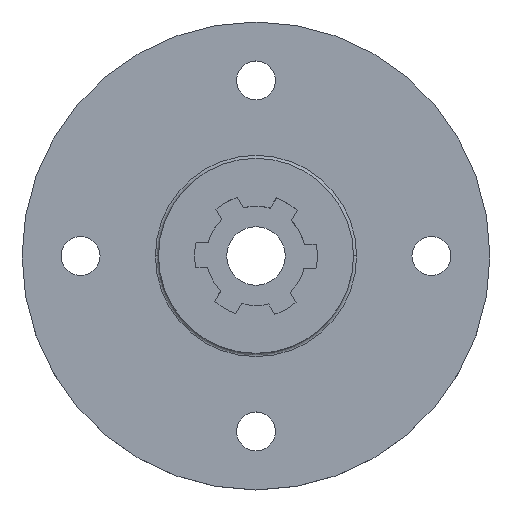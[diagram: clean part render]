
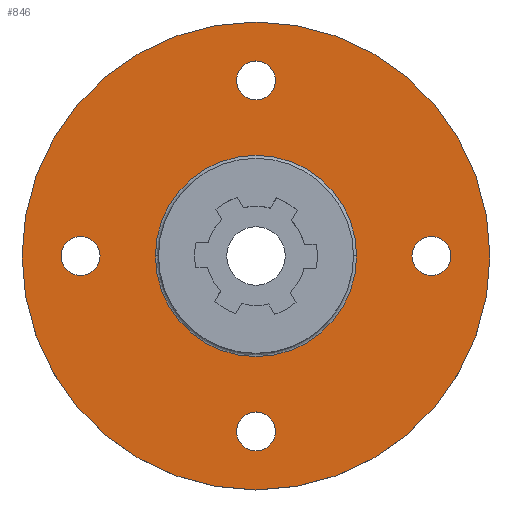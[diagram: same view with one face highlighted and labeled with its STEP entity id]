
A CAD part, top view. The second image highlights one B-rep face of the part: STEP entity #846.
In plain terms, the highlighted planar face has unit normal (0, 0, 1).
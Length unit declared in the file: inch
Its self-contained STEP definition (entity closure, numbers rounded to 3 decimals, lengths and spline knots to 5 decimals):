
#57=CARTESIAN_POINT('',(-1.5,0.,0.125));
#58=VERTEX_POINT('',#57);
#74=CARTESIAN_POINT('',(1.5,0.,0.125));
#75=VERTEX_POINT('',#74);
#82=CARTESIAN_POINT('',(0.0,0.0,0.125));
#83=DIRECTION('',(0.0,0.0,-1.0));
#84=DIRECTION('',(-1.0,0.0,0.0));
#85=AXIS2_PLACEMENT_3D('',#82,#83,#84);
#86=CIRCLE('',#85,1.5);
#87=EDGE_CURVE('',#75,#58,#86,.T.);
#120=CARTESIAN_POINT('',(0.125,1.125,0.125));
#121=VERTEX_POINT('',#120);
#137=CARTESIAN_POINT('',(-0.125,1.125,0.125));
#138=VERTEX_POINT('',#137);
#145=CARTESIAN_POINT('',(0.,1.125,0.125));
#146=DIRECTION('',(0.0,0.0,-1.0));
#147=DIRECTION('',(1.0,0.0,0.0));
#148=AXIS2_PLACEMENT_3D('',#145,#146,#147);
#149=CIRCLE('',#148,0.125);
#150=EDGE_CURVE('',#121,#138,#149,.T.);
#183=CARTESIAN_POINT('',(1.125,-0.125,0.125));
#184=VERTEX_POINT('',#183);
#200=CARTESIAN_POINT('',(1.125,0.125,0.125));
#201=VERTEX_POINT('',#200);
#208=CARTESIAN_POINT('',(1.125,0.,0.125));
#209=DIRECTION('',(0.0,0.0,-1.0));
#210=DIRECTION('',(0.0,-1.0,0.0));
#211=AXIS2_PLACEMENT_3D('',#208,#209,#210);
#212=CIRCLE('',#211,0.125);
#213=EDGE_CURVE('',#184,#201,#212,.T.);
#246=CARTESIAN_POINT('',(-1.125,0.125,0.125));
#247=VERTEX_POINT('',#246);
#263=CARTESIAN_POINT('',(-1.125,-0.125,0.125));
#264=VERTEX_POINT('',#263);
#271=CARTESIAN_POINT('',(-1.125,0.,0.125));
#272=DIRECTION('',(0.0,0.0,-1.0));
#273=DIRECTION('',(0.0,1.0,0.0));
#274=AXIS2_PLACEMENT_3D('',#271,#272,#273);
#275=CIRCLE('',#274,0.125);
#276=EDGE_CURVE('',#247,#264,#275,.T.);
#309=CARTESIAN_POINT('',(-0.125,-1.125,0.125));
#310=VERTEX_POINT('',#309);
#326=CARTESIAN_POINT('',(0.125,-1.125,0.125));
#327=VERTEX_POINT('',#326);
#334=CARTESIAN_POINT('',(0.,-1.125,0.125));
#335=DIRECTION('',(0.0,0.0,-1.0));
#336=DIRECTION('',(-1.0,0.0,0.0));
#337=AXIS2_PLACEMENT_3D('',#334,#335,#336);
#338=CIRCLE('',#337,0.125);
#339=EDGE_CURVE('',#310,#327,#338,.T.);
#668=CARTESIAN_POINT('',(0.645,0.,0.125));
#669=VERTEX_POINT('',#668);
#678=CARTESIAN_POINT('',(-0.645,0.,0.125));
#679=VERTEX_POINT('',#678);
#687=CARTESIAN_POINT('',(0.0,0.0,0.125));
#688=DIRECTION('',(0.0,0.0,1.0));
#689=DIRECTION('',(-1.0,0.0,0.0));
#690=AXIS2_PLACEMENT_3D('',#687,#688,#689);
#691=CIRCLE('',#690,0.645);
#692=EDGE_CURVE('',#679,#669,#691,.T.);
#751=CARTESIAN_POINT('',(0.0,0.0,0.125));
#752=DIRECTION('',(0.0,0.0,1.0));
#753=DIRECTION('',(-1.0,0.0,0.0));
#754=AXIS2_PLACEMENT_3D('',#751,#752,#753);
#755=CIRCLE('',#754,0.645);
#756=EDGE_CURVE('',#669,#679,#755,.T.);
#787=CARTESIAN_POINT('',(0.0,0.0,0.125));
#788=DIRECTION('',(0.0,0.0,-1.0));
#789=DIRECTION('',(-1.0,0.0,0.0));
#790=AXIS2_PLACEMENT_3D('',#787,#788,#789);
#791=PLANE('',#790);
#792=ORIENTED_EDGE('',*,*,#87,.F.);
#793=CARTESIAN_POINT('',(0.0,0.0,0.125));
#794=DIRECTION('',(0.0,0.0,-1.0));
#795=DIRECTION('',(-1.0,0.0,0.0));
#796=AXIS2_PLACEMENT_3D('',#793,#794,#795);
#797=CIRCLE('',#796,1.5);
#798=EDGE_CURVE('',#58,#75,#797,.T.);
#799=ORIENTED_EDGE('',*,*,#798,.F.);
#800=EDGE_LOOP('',(#792,#799));
#801=FACE_OUTER_BOUND('',#800,.T.);
#802=ORIENTED_EDGE('',*,*,#150,.T.);
#803=CARTESIAN_POINT('',(0.,1.125,0.125));
#804=DIRECTION('',(0.0,0.0,-1.0));
#805=DIRECTION('',(1.0,0.0,0.0));
#806=AXIS2_PLACEMENT_3D('',#803,#804,#805);
#807=CIRCLE('',#806,0.125);
#808=EDGE_CURVE('',#138,#121,#807,.T.);
#809=ORIENTED_EDGE('',*,*,#808,.T.);
#810=EDGE_LOOP('',(#802,#809));
#811=FACE_BOUND('',#810,.T.);
#812=ORIENTED_EDGE('',*,*,#213,.T.);
#813=CARTESIAN_POINT('',(1.125,0.,0.125));
#814=DIRECTION('',(0.0,0.0,-1.0));
#815=DIRECTION('',(0.0,-1.0,0.0));
#816=AXIS2_PLACEMENT_3D('',#813,#814,#815);
#817=CIRCLE('',#816,0.125);
#818=EDGE_CURVE('',#201,#184,#817,.T.);
#819=ORIENTED_EDGE('',*,*,#818,.T.);
#820=EDGE_LOOP('',(#812,#819));
#821=FACE_BOUND('',#820,.T.);
#822=ORIENTED_EDGE('',*,*,#276,.T.);
#823=CARTESIAN_POINT('',(-1.125,0.,0.125));
#824=DIRECTION('',(0.0,0.0,-1.0));
#825=DIRECTION('',(0.0,1.0,0.0));
#826=AXIS2_PLACEMENT_3D('',#823,#824,#825);
#827=CIRCLE('',#826,0.125);
#828=EDGE_CURVE('',#264,#247,#827,.T.);
#829=ORIENTED_EDGE('',*,*,#828,.T.);
#830=EDGE_LOOP('',(#822,#829));
#831=FACE_BOUND('',#830,.T.);
#832=ORIENTED_EDGE('',*,*,#339,.T.);
#833=CARTESIAN_POINT('',(0.,-1.125,0.125));
#834=DIRECTION('',(0.0,0.0,-1.0));
#835=DIRECTION('',(-1.0,0.0,0.0));
#836=AXIS2_PLACEMENT_3D('',#833,#834,#835);
#837=CIRCLE('',#836,0.125);
#838=EDGE_CURVE('',#327,#310,#837,.T.);
#839=ORIENTED_EDGE('',*,*,#838,.T.);
#840=EDGE_LOOP('',(#832,#839));
#841=FACE_BOUND('',#840,.T.);
#842=ORIENTED_EDGE('',*,*,#756,.F.);
#843=ORIENTED_EDGE('',*,*,#692,.F.);
#844=EDGE_LOOP('',(#842,#843));
#845=FACE_BOUND('',#844,.T.);
#846=ADVANCED_FACE('',(#801,#811,#821,#831,#841,#845),#791,.F.);
